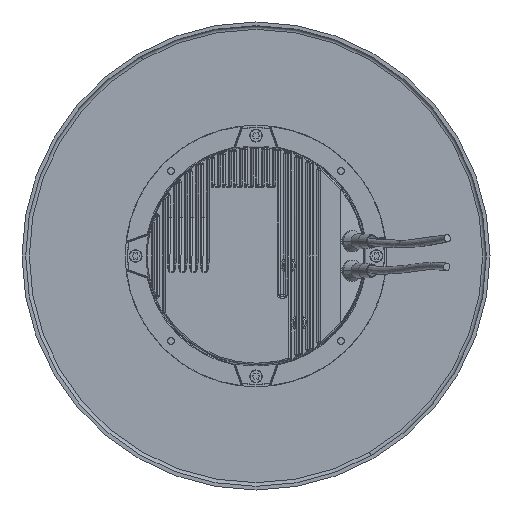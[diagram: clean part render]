
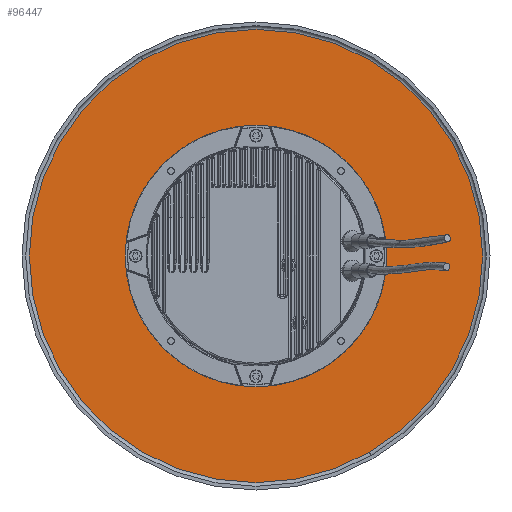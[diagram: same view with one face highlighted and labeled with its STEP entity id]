
A CAD part, left-side view. The second image highlights one B-rep face of the part: STEP entity #96447.
In plain terms, the highlighted face is planar.
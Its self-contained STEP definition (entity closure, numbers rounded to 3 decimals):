
#94225=CARTESIAN_POINT('',(0.,6.,0.));
#94226=DIRECTION('',(0.,1.,0.));
#94227=DIRECTION('',(0.,0.,1.));
#94228=AXIS2_PLACEMENT_3D('',#94225,#94226,#94227);
#94230=CARTESIAN_POINT('',(0.,6.,0.));
#94231=DIRECTION('',(0.,1.,0.));
#94232=DIRECTION('',(0.,0.,-1.));
#94233=AXIS2_PLACEMENT_3D('',#94230,#94231,#94232);
#94235=CARTESIAN_POINT('',(0.,6.,0.));
#94236=DIRECTION('',(0.,-1.,0.));
#94237=DIRECTION('',(0.,0.,1.));
#94238=AXIS2_PLACEMENT_3D('',#94235,#94236,#94237);
#94240=CARTESIAN_POINT('',(0.,6.,0.));
#94241=DIRECTION('',(0.,-1.,0.));
#94242=DIRECTION('',(0.,0.,-1.));
#94243=AXIS2_PLACEMENT_3D('',#94240,#94241,#94242);
#94245=CARTESIAN_POINT('',(0.,6.,-65.));
#94246=DIRECTION('',(0.,-1.,0.));
#94247=DIRECTION('',(-1.,0.,0.));
#94248=AXIS2_PLACEMENT_3D('',#94245,#94246,#94247);
#94250=CARTESIAN_POINT('',(0.,6.,-65.));
#94251=DIRECTION('',(0.,-1.,0.));
#94252=DIRECTION('',(1.,0.,0.));
#94253=AXIS2_PLACEMENT_3D('',#94250,#94251,#94252);
#94255=CARTESIAN_POINT('',(-56.292,6.,-32.5));
#94256=DIRECTION('',(0.,-1.,0.));
#94257=DIRECTION('',(-1.,0.,0.));
#94258=AXIS2_PLACEMENT_3D('',#94255,#94256,#94257);
#94260=CARTESIAN_POINT('',(-56.292,6.,-32.5));
#94261=DIRECTION('',(0.,-1.,0.));
#94262=DIRECTION('',(1.,0.,0.));
#94263=AXIS2_PLACEMENT_3D('',#94260,#94261,#94262);
#94265=CARTESIAN_POINT('',(-32.5,6.,-56.292));
#94266=DIRECTION('',(0.,-1.,0.));
#94267=DIRECTION('',(-1.,0.,0.));
#94268=AXIS2_PLACEMENT_3D('',#94265,#94266,#94267);
#94270=CARTESIAN_POINT('',(-32.5,6.,-56.292));
#94271=DIRECTION('',(0.,-1.,0.));
#94272=DIRECTION('',(1.,0.,0.));
#94273=AXIS2_PLACEMENT_3D('',#94270,#94271,#94272);
#94275=CARTESIAN_POINT('',(56.292,6.,32.5));
#94276=DIRECTION('',(0.,-1.,0.));
#94277=DIRECTION('',(0.5,0.,-0.866));
#94278=AXIS2_PLACEMENT_3D('',#94275,#94276,#94277);
#94280=CARTESIAN_POINT('',(56.292,6.,32.5));
#94281=DIRECTION('',(0.,-1.,0.));
#94282=DIRECTION('',(-0.5,0.,0.866));
#94283=AXIS2_PLACEMENT_3D('',#94280,#94281,#94282);
#94285=CARTESIAN_POINT('',(56.292,6.,-32.5));
#94286=DIRECTION('',(0.,-1.,0.));
#94287=DIRECTION('',(0.5,0.,-0.866));
#94288=AXIS2_PLACEMENT_3D('',#94285,#94286,#94287);
#94290=CARTESIAN_POINT('',(56.292,6.,-32.5));
#94291=DIRECTION('',(0.,-1.,0.));
#94292=DIRECTION('',(-0.5,0.,0.866));
#94293=AXIS2_PLACEMENT_3D('',#94290,#94291,#94292);
#94295=CARTESIAN_POINT('',(65.,6.,0.));
#94296=DIRECTION('',(0.,-1.,0.));
#94297=DIRECTION('',(0.5,0.,-0.866));
#94298=AXIS2_PLACEMENT_3D('',#94295,#94296,#94297);
#94300=CARTESIAN_POINT('',(65.,6.,0.));
#94301=DIRECTION('',(0.,-1.,0.));
#94302=DIRECTION('',(-0.5,0.,0.866));
#94303=AXIS2_PLACEMENT_3D('',#94300,#94301,#94302);
#94305=CARTESIAN_POINT('',(-56.292,6.,32.5));
#94306=DIRECTION('',(0.,-1.,0.));
#94307=DIRECTION('',(0.5,0.,0.866));
#94308=AXIS2_PLACEMENT_3D('',#94305,#94306,#94307);
#94310=CARTESIAN_POINT('',(-56.292,6.,32.5));
#94311=DIRECTION('',(0.,-1.,0.));
#94312=DIRECTION('',(-0.5,0.,-0.866));
#94313=AXIS2_PLACEMENT_3D('',#94310,#94311,#94312);
#94315=CARTESIAN_POINT('',(0.,6.,65.));
#94316=DIRECTION('',(0.,-1.,0.));
#94317=DIRECTION('',(0.5,0.,0.866));
#94318=AXIS2_PLACEMENT_3D('',#94315,#94316,#94317);
#94320=CARTESIAN_POINT('',(0.,6.,65.));
#94321=DIRECTION('',(0.,-1.,0.));
#94322=DIRECTION('',(-0.5,0.,-0.866));
#94323=AXIS2_PLACEMENT_3D('',#94320,#94321,#94322);
#94325=CARTESIAN_POINT('',(-32.5,6.,56.292));
#94326=DIRECTION('',(0.,-1.,0.));
#94327=DIRECTION('',(0.5,0.,0.866));
#94328=AXIS2_PLACEMENT_3D('',#94325,#94326,#94327);
#94330=CARTESIAN_POINT('',(-32.5,6.,56.292));
#94331=DIRECTION('',(0.,-1.,0.));
#94332=DIRECTION('',(-0.5,0.,-0.866));
#94333=AXIS2_PLACEMENT_3D('',#94330,#94331,#94332);
#96000=CARTESIAN_POINT('',(-53.042,6.,-32.5));
#96001=CARTESIAN_POINT('',(-59.542,6.,-32.5));
#96002=VERTEX_POINT('',#96000);
#96003=VERTEX_POINT('',#96001);
#96008=CARTESIAN_POINT('',(0.,6.,154.5));
#96009=CARTESIAN_POINT('',(0.,6.,-154.5));
#96010=VERTEX_POINT('',#96008);
#96011=VERTEX_POINT('',#96009);
#96012=CARTESIAN_POINT('',(0.,6.,56.05));
#96013=CARTESIAN_POINT('',(0.,6.,-56.05));
#96014=VERTEX_POINT('',#96012);
#96015=VERTEX_POINT('',#96013);
#96016=CARTESIAN_POINT('',(-3.25,6.,-65.));
#96017=CARTESIAN_POINT('',(3.25,6.,-65.));
#96018=VERTEX_POINT('',#96016);
#96019=VERTEX_POINT('',#96017);
#96020=CARTESIAN_POINT('',(-35.,6.,-56.292));
#96021=CARTESIAN_POINT('',(-30.,6.,-56.292));
#96022=VERTEX_POINT('',#96020);
#96023=VERTEX_POINT('',#96021);
#96024=CARTESIAN_POINT('',(57.917,6.,29.685));
#96025=CARTESIAN_POINT('',(54.667,6.,35.315));
#96026=VERTEX_POINT('',#96024);
#96027=VERTEX_POINT('',#96025);
#96028=CARTESIAN_POINT('',(57.917,6.,-35.315));
#96029=CARTESIAN_POINT('',(54.667,6.,-29.685));
#96030=VERTEX_POINT('',#96028);
#96031=VERTEX_POINT('',#96029);
#96032=CARTESIAN_POINT('',(66.25,6.,-2.165));
#96033=CARTESIAN_POINT('',(63.75,6.,2.165));
#96034=VERTEX_POINT('',#96032);
#96035=VERTEX_POINT('',#96033);
#96036=CARTESIAN_POINT('',(-54.667,6.,35.315));
#96037=CARTESIAN_POINT('',(-57.917,6.,29.685));
#96038=VERTEX_POINT('',#96036);
#96039=VERTEX_POINT('',#96037);
#96040=CARTESIAN_POINT('',(1.625,6.,67.815));
#96041=CARTESIAN_POINT('',(-1.625,6.,62.185));
#96042=VERTEX_POINT('',#96040);
#96043=VERTEX_POINT('',#96041);
#96044=CARTESIAN_POINT('',(-31.25,6.,58.457));
#96045=CARTESIAN_POINT('',(-33.75,6.,54.127));
#96046=VERTEX_POINT('',#96044);
#96047=VERTEX_POINT('',#96045);
#96377=CARTESIAN_POINT('',(0.,6.,0.));
#96378=DIRECTION('',(0.,1.,0.));
#96379=DIRECTION('',(0.,0.,1.));
#96380=AXIS2_PLACEMENT_3D('',#96377,#96378,#96379);
#96381=PLANE('',#96380);
#96383=ORIENTED_EDGE('',*,*,#96382,.T.);
#96385=ORIENTED_EDGE('',*,*,#96384,.T.);
#96386=EDGE_LOOP('',(#96383,#96385));
#96387=FACE_OUTER_BOUND('',#96386,.F.);
#96389=ORIENTED_EDGE('',*,*,#96388,.T.);
#96391=ORIENTED_EDGE('',*,*,#96390,.T.);
#96392=EDGE_LOOP('',(#96389,#96391));
#96393=FACE_BOUND('',#96392,.F.);
#96395=ORIENTED_EDGE('',*,*,#96394,.T.);
#96397=ORIENTED_EDGE('',*,*,#96396,.T.);
#96398=EDGE_LOOP('',(#96395,#96397));
#96399=FACE_BOUND('',#96398,.F.);
#96401=ORIENTED_EDGE('',*,*,#96400,.T.);
#96402=ORIENTED_EDGE('',*,*,#96366,.T.);
#96403=EDGE_LOOP('',(#96401,#96402));
#96404=FACE_BOUND('',#96403,.F.);
#96406=ORIENTED_EDGE('',*,*,#96405,.T.);
#96408=ORIENTED_EDGE('',*,*,#96407,.T.);
#96409=EDGE_LOOP('',(#96406,#96408));
#96410=FACE_BOUND('',#96409,.F.);
#96412=ORIENTED_EDGE('',*,*,#96411,.T.);
#96414=ORIENTED_EDGE('',*,*,#96413,.T.);
#96415=EDGE_LOOP('',(#96412,#96414));
#96416=FACE_BOUND('',#96415,.F.);
#96418=ORIENTED_EDGE('',*,*,#96417,.T.);
#96420=ORIENTED_EDGE('',*,*,#96419,.T.);
#96421=EDGE_LOOP('',(#96418,#96420));
#96422=FACE_BOUND('',#96421,.F.);
#96424=ORIENTED_EDGE('',*,*,#96423,.T.);
#96426=ORIENTED_EDGE('',*,*,#96425,.T.);
#96427=EDGE_LOOP('',(#96424,#96426));
#96428=FACE_BOUND('',#96427,.F.);
#96430=ORIENTED_EDGE('',*,*,#96429,.T.);
#96432=ORIENTED_EDGE('',*,*,#96431,.T.);
#96433=EDGE_LOOP('',(#96430,#96432));
#96434=FACE_BOUND('',#96433,.F.);
#96436=ORIENTED_EDGE('',*,*,#96435,.T.);
#96438=ORIENTED_EDGE('',*,*,#96437,.T.);
#96439=EDGE_LOOP('',(#96436,#96438));
#96440=FACE_BOUND('',#96439,.F.);
#96442=ORIENTED_EDGE('',*,*,#96441,.T.);
#96444=ORIENTED_EDGE('',*,*,#96443,.T.);
#96445=EDGE_LOOP('',(#96442,#96444));
#96446=FACE_BOUND('',#96445,.F.);
#96447=ADVANCED_FACE('',(#96387,#96393,#96399,#96404,#96410,#96416,#96422,
#96428,#96434,#96440,#96446),#96381,.F.);
#94229=CIRCLE('',#94228,154.5);
#94234=CIRCLE('',#94233,154.5);
#94239=CIRCLE('',#94238,56.05);
#94244=CIRCLE('',#94243,56.05);
#94249=CIRCLE('',#94248,3.25);
#94254=CIRCLE('',#94253,3.25);
#94259=CIRCLE('',#94258,3.25);
#94264=CIRCLE('',#94263,3.25);
#94269=CIRCLE('',#94268,2.5);
#94274=CIRCLE('',#94273,2.5);
#94279=CIRCLE('',#94278,3.25);
#94284=CIRCLE('',#94283,3.25);
#94289=CIRCLE('',#94288,3.25);
#94294=CIRCLE('',#94293,3.25);
#94299=CIRCLE('',#94298,2.5);
#94304=CIRCLE('',#94303,2.5);
#94309=CIRCLE('',#94308,3.25);
#94314=CIRCLE('',#94313,3.25);
#94319=CIRCLE('',#94318,3.25);
#94324=CIRCLE('',#94323,3.25);
#94329=CIRCLE('',#94328,2.5);
#94334=CIRCLE('',#94333,2.5);
#96366=EDGE_CURVE('',#96002,#96003,#94264,.T.);
#96382=EDGE_CURVE('',#96010,#96011,#94229,.T.);
#96384=EDGE_CURVE('',#96011,#96010,#94234,.T.);
#96388=EDGE_CURVE('',#96014,#96015,#94239,.T.);
#96390=EDGE_CURVE('',#96015,#96014,#94244,.T.);
#96394=EDGE_CURVE('',#96018,#96019,#94249,.T.);
#96396=EDGE_CURVE('',#96019,#96018,#94254,.T.);
#96400=EDGE_CURVE('',#96003,#96002,#94259,.T.);
#96405=EDGE_CURVE('',#96022,#96023,#94269,.T.);
#96407=EDGE_CURVE('',#96023,#96022,#94274,.T.);
#96411=EDGE_CURVE('',#96026,#96027,#94279,.T.);
#96413=EDGE_CURVE('',#96027,#96026,#94284,.T.);
#96417=EDGE_CURVE('',#96030,#96031,#94289,.T.);
#96419=EDGE_CURVE('',#96031,#96030,#94294,.T.);
#96423=EDGE_CURVE('',#96034,#96035,#94299,.T.);
#96425=EDGE_CURVE('',#96035,#96034,#94304,.T.);
#96429=EDGE_CURVE('',#96038,#96039,#94309,.T.);
#96431=EDGE_CURVE('',#96039,#96038,#94314,.T.);
#96435=EDGE_CURVE('',#96042,#96043,#94319,.T.);
#96437=EDGE_CURVE('',#96043,#96042,#94324,.T.);
#96441=EDGE_CURVE('',#96046,#96047,#94329,.T.);
#96443=EDGE_CURVE('',#96047,#96046,#94334,.T.);
